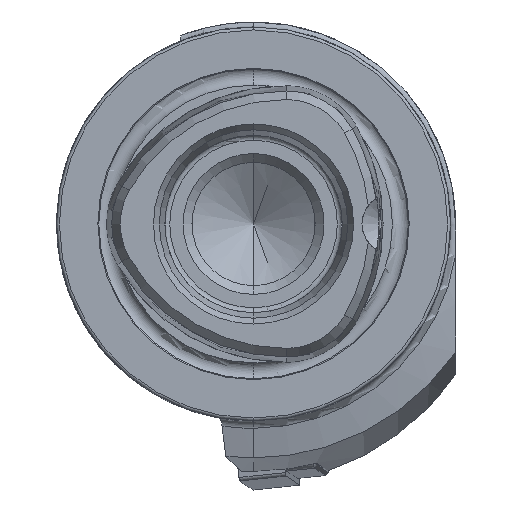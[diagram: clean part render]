
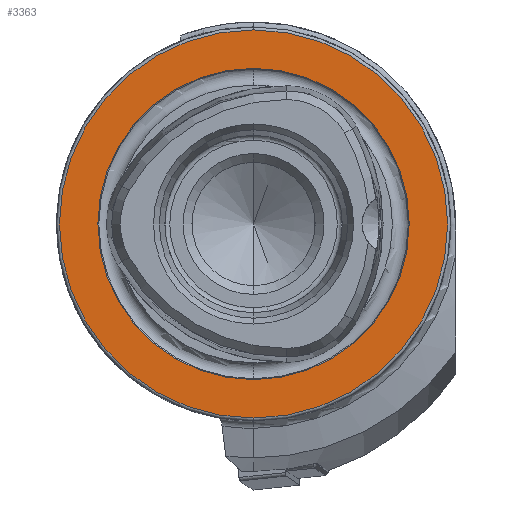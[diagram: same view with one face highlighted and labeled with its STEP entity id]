
A CAD part, left-side view. The second image highlights one B-rep face of the part: STEP entity #3363.
In plain terms, the highlighted planar face has unit normal (-1, 0, 0).
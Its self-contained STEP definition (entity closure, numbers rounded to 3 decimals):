
#136 = FACE_OUTER_BOUND ( 'NONE', #1520, .T. ) ;
#144 = FACE_BOUND ( 'NONE', #1521, .T. ) ;
#451 = CARTESIAN_POINT ( 'NONE',  ( 0., 15.8, 0. ) ) ;
#454 = PLANE ( 'NONE',  #10400 ) ;
#456 = DIRECTION ( 'NONE',  ( 1., 0., 0. ) ) ;
#457 = DIRECTION ( 'NONE',  ( 0., 0., -1. ) ) ;
#1223 = CIRCLE ( 'NONE', #10331, 19.7 ) ;
#1225 = CIRCLE ( 'NONE', #10332, 15.8 ) ;
#1520 = EDGE_LOOP ( 'NONE', ( #2817, #2819 ) ) ;
#1521 = EDGE_LOOP ( 'NONE', ( #2814, #2815 ) ) ;
#2070 = CIRCLE ( 'NONE', #3105, 15.8 ) ;
#2078 = CIRCLE ( 'NONE', #3108, 19.7 ) ;
#2539 = EDGE_CURVE ( 'NONE', #7695, #7697, #2070, .T. ) ;
#2543 = EDGE_CURVE ( 'NONE', #7699, #7700, #2078, .T. ) ;
#2814 = ORIENTED_EDGE ( 'NONE', *, *, #3018, .F. ) ;
#2815 = ORIENTED_EDGE ( 'NONE', *, *, #2539, .F. ) ;
#2817 = ORIENTED_EDGE ( 'NONE', *, *, #2543, .T. ) ;
#2819 = ORIENTED_EDGE ( 'NONE', *, *, #3017, .T. ) ;
#3017 = EDGE_CURVE ( 'NONE', #7700, #7699, #1223, .T. ) ;
#3018 = EDGE_CURVE ( 'NONE', #7697, #7695, #1225, .T. ) ;
#3105 = AXIS2_PLACEMENT_3D ( 'NONE', #6901, #6902, #6903 ) ;
#3108 = AXIS2_PLACEMENT_3D ( 'NONE', #6911, #6912, #6913 ) ;
#3363 = ADVANCED_FACE ( 'NONE', ( #144, #136 ), #454, .F. ) ;
#6901 = CARTESIAN_POINT ( 'NONE',  ( 0., 0., 0. ) ) ;
#6902 = DIRECTION ( 'NONE',  ( -1., 0., 0. ) ) ;
#6903 = DIRECTION ( 'NONE',  ( 0., 0., 1. ) ) ;
#6911 = CARTESIAN_POINT ( 'NONE',  ( 0., 0., 0. ) ) ;
#6912 = DIRECTION ( 'NONE',  ( -1., 0., 0. ) ) ;
#6913 = DIRECTION ( 'NONE',  ( 0., 0., 1. ) ) ;
#7695 = VERTEX_POINT ( 'NONE', #9127 ) ;
#7697 = VERTEX_POINT ( 'NONE', #9129 ) ;
#7699 = VERTEX_POINT ( 'NONE', #9131 ) ;
#7700 = VERTEX_POINT ( 'NONE', #9132 ) ;
#9127 = CARTESIAN_POINT ( 'NONE',  ( 0., 0., -15.8 ) ) ;
#9129 = CARTESIAN_POINT ( 'NONE',  ( 0., 0., 15.8 ) ) ;
#9131 = CARTESIAN_POINT ( 'NONE',  ( 0., 0., 19.7 ) ) ;
#9132 = CARTESIAN_POINT ( 'NONE',  ( 0., 0., -19.7 ) ) ;
#10331 = AXIS2_PLACEMENT_3D ( 'NONE', #12166, #12167, #12168 ) ;
#10332 = AXIS2_PLACEMENT_3D ( 'NONE', #12170, #12171, #12172 ) ;
#10400 = AXIS2_PLACEMENT_3D ( 'NONE', #451, #456, #457 ) ;
#12166 = CARTESIAN_POINT ( 'NONE',  ( 0., 0., 0. ) ) ;
#12167 = DIRECTION ( 'NONE',  ( -1., 0., 0. ) ) ;
#12168 = DIRECTION ( 'NONE',  ( 0., 0., 1. ) ) ;
#12170 = CARTESIAN_POINT ( 'NONE',  ( 0., 0., 0. ) ) ;
#12171 = DIRECTION ( 'NONE',  ( -1., 0., 0. ) ) ;
#12172 = DIRECTION ( 'NONE',  ( 0., 0., 1. ) ) ;
